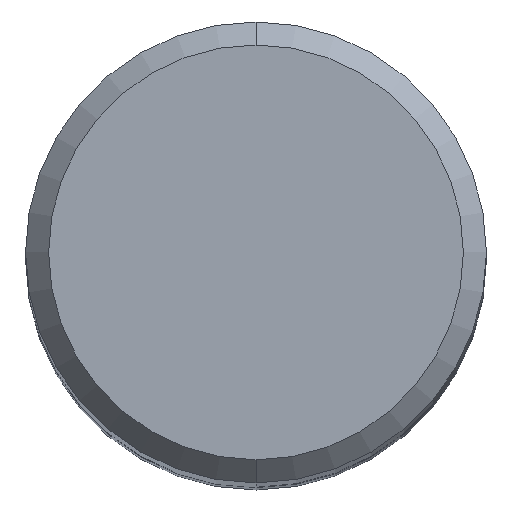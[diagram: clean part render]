
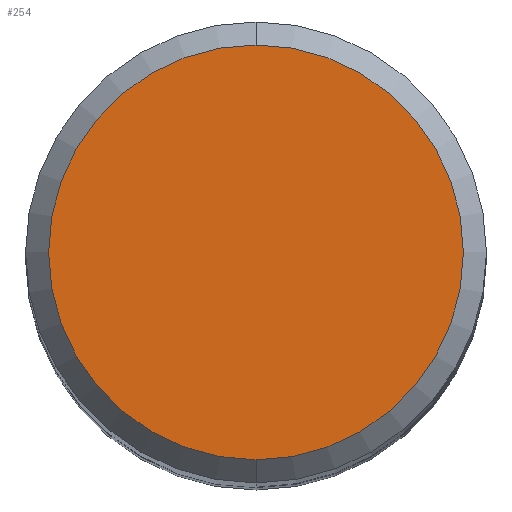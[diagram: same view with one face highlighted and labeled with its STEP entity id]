
A CAD part, top view. The second image highlights one B-rep face of the part: STEP entity #254.
In plain terms, the highlighted planar face has unit normal (0, 0, 1).
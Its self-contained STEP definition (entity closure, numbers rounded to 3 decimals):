
#188=VERTEX_POINT('',#485);
#200=VERTEX_POINT('',#498);
#254=ADVANCED_FACE('',(#556),#557,.T.);
#276=EDGE_CURVE('',#188,#200,#579,.T.);
#430=EDGE_CURVE('',#200,#188,#751,.T.);
#485=CARTESIAN_POINT('',(0.0,4.5,0.0));
#498=CARTESIAN_POINT('',(0.,-4.5,0.0));
#556=FACE_OUTER_BOUND('',#1011,.T.);
#557=PLANE('',#1012);
#579=CIRCLE('',#1063,4.5);
#751=CIRCLE('',#1399,4.5);
#1011=EDGE_LOOP('',(#1515,#1516));
#1012=AXIS2_PLACEMENT_3D('',#1517,#1518,#1519);
#1063=AXIS2_PLACEMENT_3D('',#1526,#1527,#1528);
#1399=AXIS2_PLACEMENT_3D('',#1746,#1747,#1748);
#1515=ORIENTED_EDGE('',*,*,#276,.F.);
#1516=ORIENTED_EDGE('',*,*,#430,.F.);
#1517=CARTESIAN_POINT('',(0.0,2.25,0.0));
#1518=DIRECTION('',(-0.0,0.0,1.0));
#1519=DIRECTION('',(0.0,-1.0,0.0));
#1526=CARTESIAN_POINT('',(0.0,0.0,0.0));
#1527=DIRECTION('',(0.0,0.0,-1.0));
#1528=DIRECTION('',(0.0,1.0,0.0));
#1746=CARTESIAN_POINT('',(0.0,0.0,0.0));
#1747=DIRECTION('',(0.0,0.0,-1.0));
#1748=DIRECTION('',(0.0,1.0,0.0));
